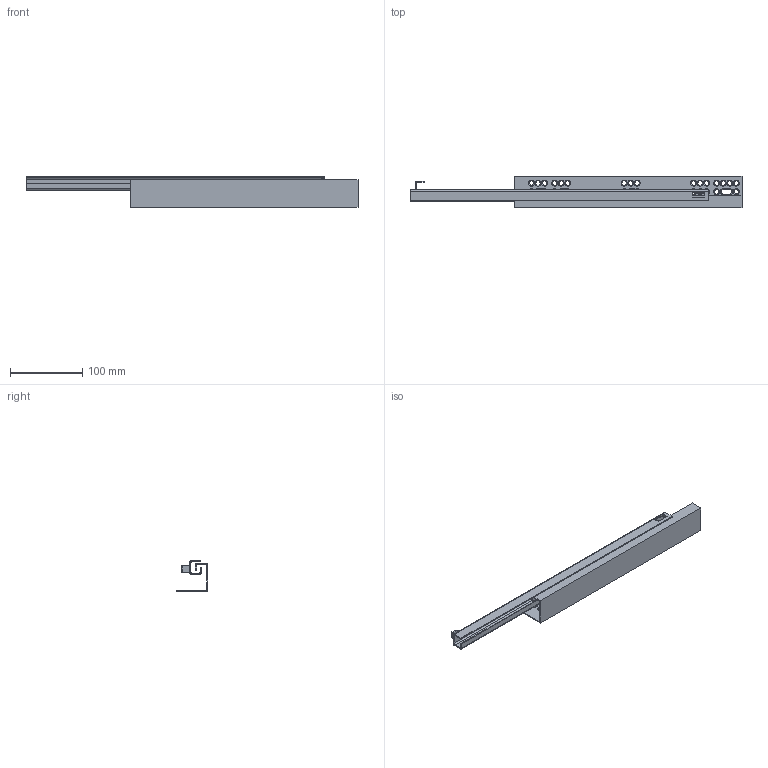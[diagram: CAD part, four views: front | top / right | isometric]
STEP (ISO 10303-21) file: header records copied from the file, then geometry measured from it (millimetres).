
FILE_DESCRIPTION (( 'STEP AP214' ), '1' );
FILE_NAME ('F000153_CLOSED_RIGHT_3D.step', '2023-02-21T10:07:57', ( '' ), ( '' ), 'SwSTEP 2.0', 'SolidWorks 2020', '' );
FILE_SCHEMA (( 'AUTOMOTIVE_DESIGN' ));
Length unit declared in the file: millimetre
Products named in the file (3): F000153_CLOSED_RIGHT_3D; NU30-450-VNITRNI_PRAVY; NU30-400,450,500-VNEJSI-PRAVY
Assembly tree (2 placements, depth 2):
  F000153_CLOSED_RIGHT_3D
    NU30-400,450,500-VNEJSI-PRAVY
    NU30-450-VNITRNI_PRAVY
Bounding box: 459 x 43.5 x 42 mm (x, y, z)
Volume: 78903.3 mm3; surface area: 107119.4 mm2
Topology: 2 solids, 2 shells, 193 faces, 502 edges, 312 vertices
Faces by surface type: cylinder 71, plane 62, cone 60
Entity records: 6133 total; most frequent: DIRECTION 1105, CARTESIAN_POINT 1012, ORIENTED_EDGE 1004, EDGE_CURVE 502, AXIS2_PLACEMENT_3D 405, VERTEX_POINT 312, LINE 295, VECTOR 295
